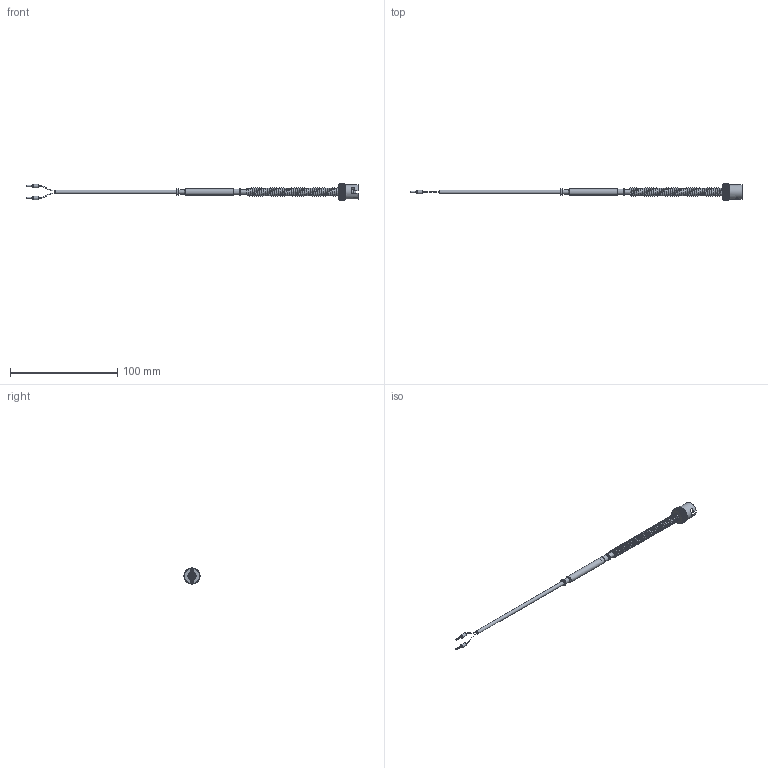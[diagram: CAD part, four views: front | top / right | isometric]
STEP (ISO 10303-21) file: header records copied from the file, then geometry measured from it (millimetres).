
FILE_DESCRIPTION(('STEP AP203'), '1');
FILE_NAME('黨毠234', '', ('UNSPECIFIED'), ('UNSPECIFIED'), 'ASCON STEP Converter 1.6', 'ASCON Math Kernel', '');
FILE_SCHEMA(('CONFIG_CONTROL_DESIGN'));
Length unit declared in the file: millimetre
Products named in the file (10): КУВФ.301121.410.1582-10; КУВФ.713751.430.628; КУВФ.715141.430.1014-50
Assembly tree (9 placements, depth 3):
  (unnamed)
    КУВФ.301121.410.1582-10
      (unnamed)
      КУВФ.713751.430.628
    (unnamed)
    КУВФ.715141.430.1014-50
    (unnamed)
    (unnamed)
    (unnamed)
    (unnamed)
Bounding box: 309 x 15 x 15 mm (x, y, z)
Volume: 5798.1 mm3; surface area: 10760.7 mm2
Topology: 8 solids, 8 shells, 314 faces, 849 edges, 554 vertices
Faces by surface type: plane 173, cylinder 113, cone 12, torus 12, sphere 2, bspline 2
Full cylindrical faces by diameter (mm): 0.4 x6, 1.3 x2, 2.5 x2, 3 x2, 3.3 x2, 4.3 x1, 4.5 x3, 5 x3, 5.5 x2, 6 x3, 8 x1, 12.2 x1, 13.7 x1
Entity records: 56419 total; most frequent: CARTESIAN_POINT 48562, ORIENTED_EDGE 1576, DIRECTION 1365, EDGE_CURVE 788, AXIS2_PLACEMENT_3D 557, VERTEX_POINT 548, EDGE_LOOP 378, ADVANCED_FACE 314
